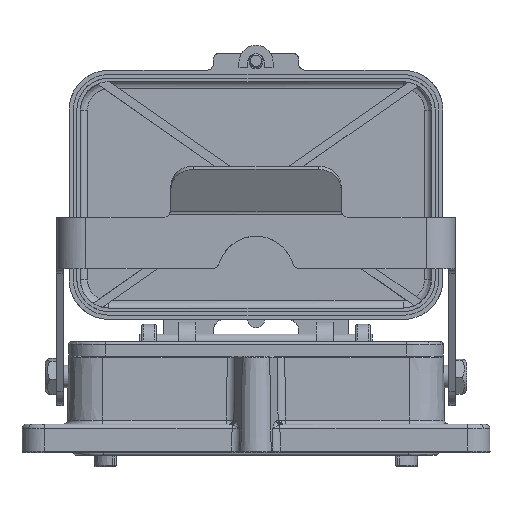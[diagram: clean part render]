
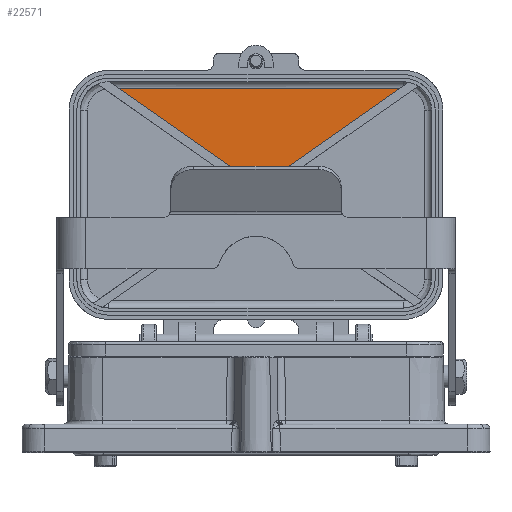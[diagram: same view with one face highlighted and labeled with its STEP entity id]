
A CAD part, front view. The second image highlights one B-rep face of the part: STEP entity #22571.
In plain terms, the highlighted planar face has unit normal (0, -1, 0).
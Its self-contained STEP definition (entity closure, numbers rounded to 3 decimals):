
#1091 = VECTOR ( 'NONE', #45658, 1000. ) ;
#1102 = VECTOR ( 'NONE', #45635, 1000. ) ;
#1105 = VECTOR ( 'NONE', #49380, 1000. ) ;
#2417 = EDGE_CURVE ( 'NONE', #54269, #54350, #49378, .T. ) ;
#2421 = EDGE_CURVE ( 'NONE', #54264, #54350, #49374, .T. ) ;
#2437 = EDGE_CURVE ( 'NONE', #54264, #54269, #45656, .T. ) ;
#18052 = AXIS2_PLACEMENT_3D ( 'NONE', #39838, #39839, #39840 ) ;
#18054 = FACE_OUTER_BOUND ( 'NONE', #53904, .T. ) ;
#20067 = ORIENTED_EDGE ( 'NONE', *, *, #2421, .F. ) ;
#20070 = ORIENTED_EDGE ( 'NONE', *, *, #2417, .T. ) ;
#20073 = ORIENTED_EDGE ( 'NONE', *, *, #2437, .T. ) ;
#22571 = ADVANCED_FACE ( 'NONE', ( #18054 ), #39837, .T. ) ;
#39837 = PLANE ( 'NONE',  #18052 ) ;
#39838 = CARTESIAN_POINT ( 'NONE',  ( 0.004, 68.1, 90.855 ) ) ;
#39839 = DIRECTION ( 'NONE',  ( 0., -1., 0. ) ) ;
#39840 = DIRECTION ( 'NONE',  ( 1., 0., 0. ) ) ;
#45634 = CARTESIAN_POINT ( 'NONE',  ( 58.543, 68.1, 53.476 ) ) ;
#45635 = DIRECTION ( 'NONE',  ( -0.819, 0., 0.574 ) ) ;
#45656 = LINE ( 'NONE', #45657, #1091 ) ;
#45657 = CARTESIAN_POINT ( 'NONE',  ( 1.16, 68.1, 93.658 ) ) ;
#45658 = DIRECTION ( 'NONE',  ( 0.819, 0., 0.574 ) ) ;
#49374 = LINE ( 'NONE', #45634, #1102 ) ;
#49378 = LINE ( 'NONE', #49379, #1105 ) ;
#49379 = CARTESIAN_POINT ( 'NONE',  ( 52.177, 68.1, 128.255 ) ) ;
#49380 = DIRECTION ( 'NONE',  ( -1., 0., 0. ) ) ;
#53612 = CARTESIAN_POINT ( 'NONE',  ( 1.16, 68.1, 93.658 ) ) ;
#53614 = CARTESIAN_POINT ( 'NONE',  ( 50.568, 68.1, 128.255 ) ) ;
#53641 = CARTESIAN_POINT ( 'NONE',  ( -48.245, 68.1, 128.255 ) ) ;
#53904 = EDGE_LOOP ( 'NONE', ( #20067, #20073, #20070 ) ) ;
#54264 = VERTEX_POINT ( 'NONE', #53612 ) ;
#54269 = VERTEX_POINT ( 'NONE', #53614 ) ;
#54350 = VERTEX_POINT ( 'NONE', #53641 ) ;
